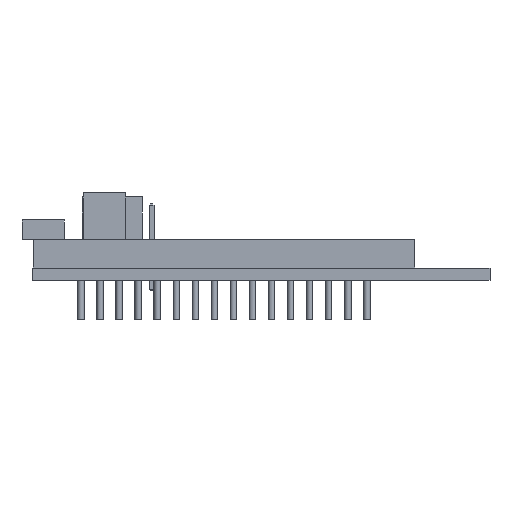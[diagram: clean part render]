
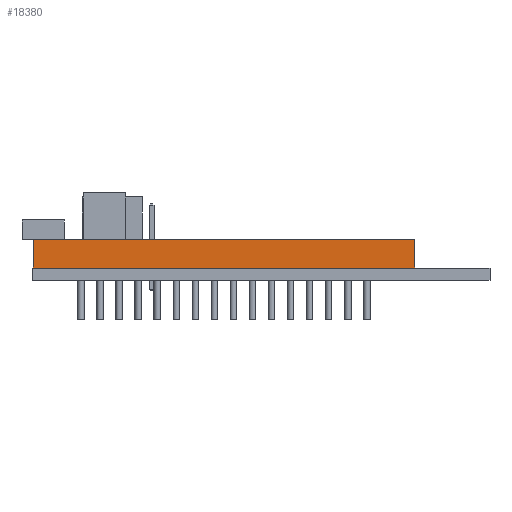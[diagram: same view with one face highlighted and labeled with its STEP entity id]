
A CAD part, left-side view. The second image highlights one B-rep face of the part: STEP entity #18380.
In plain terms, the highlighted face is planar.
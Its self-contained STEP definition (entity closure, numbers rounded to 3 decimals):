
#16628 = PLANE('',#16629);
#16629 = AXIS2_PLACEMENT_3D('',#16630,#16631,#16632);
#16630 = CARTESIAN_POINT('',(0.,22.86,0.));
#16631 = DIRECTION('',(-1.,0.,0.));
#16632 = DIRECTION('',(0.,-1.,0.));
#16656 = PLANE('',#16657);
#16657 = AXIS2_PLACEMENT_3D('',#16658,#16659,#16660);
#16658 = CARTESIAN_POINT('',(25.4,11.43,-3.8));
#16659 = DIRECTION('',(0.,0.,1.));
#16660 = DIRECTION('',(1.,0.,-0.));
#16684 = PLANE('',#16685);
#16685 = AXIS2_PLACEMENT_3D('',#16686,#16687,#16688);
#16686 = CARTESIAN_POINT('',(50.8,0.,0.));
#16687 = DIRECTION('',(1.,0.,0.));
#16688 = DIRECTION('',(-0.,1.,0.));
#16710 = PLANE('',#16711);
#16711 = AXIS2_PLACEMENT_3D('',#16712,#16713,#16714);
#16712 = CARTESIAN_POINT('',(25.4,11.43,0.));
#16713 = DIRECTION('',(0.,0.,1.));
#16714 = DIRECTION('',(1.,0.,-0.));
#16725 = EDGE_CURVE('',#16726,#16728,#16730,.T.);
#16726 = VERTEX_POINT('',#16727);
#16727 = CARTESIAN_POINT('',(0.,22.86,0.));
#16728 = VERTEX_POINT('',#16729);
#16729 = CARTESIAN_POINT('',(0.,22.86,-3.8));
#16730 = SURFACE_CURVE('',#16731,(#16735,#16742),.PCURVE_S1.);
#16731 = LINE('',#16732,#16733);
#16732 = CARTESIAN_POINT('',(0.,22.86,0.));
#16733 = VECTOR('',#16734,1.);
#16734 = DIRECTION('',(-0.,-0.,-1.));
#16735 = PCURVE('',#16628,#16736);
#16736 = DEFINITIONAL_REPRESENTATION('',(#16737),#16741);
#16737 = LINE('',#16738,#16739);
#16738 = CARTESIAN_POINT('',(0.,0.));
#16739 = VECTOR('',#16740,1.);
#16740 = DIRECTION('',(0.,-1.));
#16741 = ( GEOMETRIC_REPRESENTATION_CONTEXT(2) 
PARAMETRIC_REPRESENTATION_CONTEXT() REPRESENTATION_CONTEXT('2D SPACE',''
  ) );
#16742 = PCURVE('',#16743,#16748);
#16743 = PLANE('',#16744);
#16744 = AXIS2_PLACEMENT_3D('',#16745,#16746,#16747);
#16745 = CARTESIAN_POINT('',(50.8,22.86,0.));
#16746 = DIRECTION('',(0.,1.,0.));
#16747 = DIRECTION('',(-1.,0.,0.));
#16748 = DEFINITIONAL_REPRESENTATION('',(#16749),#16753);
#16749 = LINE('',#16750,#16751);
#16750 = CARTESIAN_POINT('',(50.8,0.));
#16751 = VECTOR('',#16752,1.);
#16752 = DIRECTION('',(0.,-1.));
#16753 = ( GEOMETRIC_REPRESENTATION_CONTEXT(2) 
PARAMETRIC_REPRESENTATION_CONTEXT() REPRESENTATION_CONTEXT('2D SPACE',''
  ) );
#16803 = VERTEX_POINT('',#16804);
#16804 = CARTESIAN_POINT('',(50.8,22.86,-3.8));
#16825 = EDGE_CURVE('',#16826,#16803,#16828,.T.);
#16826 = VERTEX_POINT('',#16827);
#16827 = CARTESIAN_POINT('',(50.8,22.86,0.));
#16828 = SURFACE_CURVE('',#16829,(#16833,#16840),.PCURVE_S1.);
#16829 = LINE('',#16830,#16831);
#16830 = CARTESIAN_POINT('',(50.8,22.86,0.));
#16831 = VECTOR('',#16832,1.);
#16832 = DIRECTION('',(-0.,-0.,-1.));
#16833 = PCURVE('',#16684,#16834);
#16834 = DEFINITIONAL_REPRESENTATION('',(#16835),#16839);
#16835 = LINE('',#16836,#16837);
#16836 = CARTESIAN_POINT('',(22.86,0.));
#16837 = VECTOR('',#16838,1.);
#16838 = DIRECTION('',(0.,-1.));
#16839 = ( GEOMETRIC_REPRESENTATION_CONTEXT(2) 
PARAMETRIC_REPRESENTATION_CONTEXT() REPRESENTATION_CONTEXT('2D SPACE',''
  ) );
#16840 = PCURVE('',#16743,#16841);
#16841 = DEFINITIONAL_REPRESENTATION('',(#16842),#16846);
#16842 = LINE('',#16843,#16844);
#16843 = CARTESIAN_POINT('',(0.,0.));
#16844 = VECTOR('',#16845,1.);
#16845 = DIRECTION('',(0.,-1.));
#16846 = ( GEOMETRIC_REPRESENTATION_CONTEXT(2) 
PARAMETRIC_REPRESENTATION_CONTEXT() REPRESENTATION_CONTEXT('2D SPACE',''
  ) );
#17009 = EDGE_CURVE('',#16826,#16726,#17010,.T.);
#17010 = SURFACE_CURVE('',#17011,(#17015,#17022),.PCURVE_S1.);
#17011 = LINE('',#17012,#17013);
#17012 = CARTESIAN_POINT('',(50.8,22.86,0.));
#17013 = VECTOR('',#17014,1.);
#17014 = DIRECTION('',(-1.,0.,0.));
#17015 = PCURVE('',#16710,#17016);
#17016 = DEFINITIONAL_REPRESENTATION('',(#17017),#17021);
#17017 = LINE('',#17018,#17019);
#17018 = CARTESIAN_POINT('',(25.4,11.43));
#17019 = VECTOR('',#17020,1.);
#17020 = DIRECTION('',(-1.,0.));
#17021 = ( GEOMETRIC_REPRESENTATION_CONTEXT(2) 
PARAMETRIC_REPRESENTATION_CONTEXT() REPRESENTATION_CONTEXT('2D SPACE',''
  ) );
#17022 = PCURVE('',#16743,#17023);
#17023 = DEFINITIONAL_REPRESENTATION('',(#17024),#17028);
#17024 = LINE('',#17025,#17026);
#17025 = CARTESIAN_POINT('',(0.,0.));
#17026 = VECTOR('',#17027,1.);
#17027 = DIRECTION('',(1.,0.));
#17028 = ( GEOMETRIC_REPRESENTATION_CONTEXT(2) 
PARAMETRIC_REPRESENTATION_CONTEXT() REPRESENTATION_CONTEXT('2D SPACE',''
  ) );
#17387 = EDGE_CURVE('',#16803,#16728,#17388,.T.);
#17388 = SURFACE_CURVE('',#17389,(#17393,#17400),.PCURVE_S1.);
#17389 = LINE('',#17390,#17391);
#17390 = CARTESIAN_POINT('',(50.8,22.86,-3.8));
#17391 = VECTOR('',#17392,1.);
#17392 = DIRECTION('',(-1.,0.,0.));
#17393 = PCURVE('',#16656,#17394);
#17394 = DEFINITIONAL_REPRESENTATION('',(#17395),#17399);
#17395 = LINE('',#17396,#17397);
#17396 = CARTESIAN_POINT('',(25.4,11.43));
#17397 = VECTOR('',#17398,1.);
#17398 = DIRECTION('',(-1.,0.));
#17399 = ( GEOMETRIC_REPRESENTATION_CONTEXT(2) 
PARAMETRIC_REPRESENTATION_CONTEXT() REPRESENTATION_CONTEXT('2D SPACE',''
  ) );
#17400 = PCURVE('',#16743,#17401);
#17401 = DEFINITIONAL_REPRESENTATION('',(#17402),#17406);
#17402 = LINE('',#17403,#17404);
#17403 = CARTESIAN_POINT('',(0.,-3.8));
#17404 = VECTOR('',#17405,1.);
#17405 = DIRECTION('',(1.,0.));
#17406 = ( GEOMETRIC_REPRESENTATION_CONTEXT(2) 
PARAMETRIC_REPRESENTATION_CONTEXT() REPRESENTATION_CONTEXT('2D SPACE',''
  ) );
#18380 = ADVANCED_FACE('',(#18381),#16743,.T.);
#18381 = FACE_BOUND('',#18382,.T.);
#18382 = EDGE_LOOP('',(#18383,#18384,#18385,#18386));
#18383 = ORIENTED_EDGE('',*,*,#16825,.T.);
#18384 = ORIENTED_EDGE('',*,*,#17387,.T.);
#18385 = ORIENTED_EDGE('',*,*,#16725,.F.);
#18386 = ORIENTED_EDGE('',*,*,#17009,.F.);
